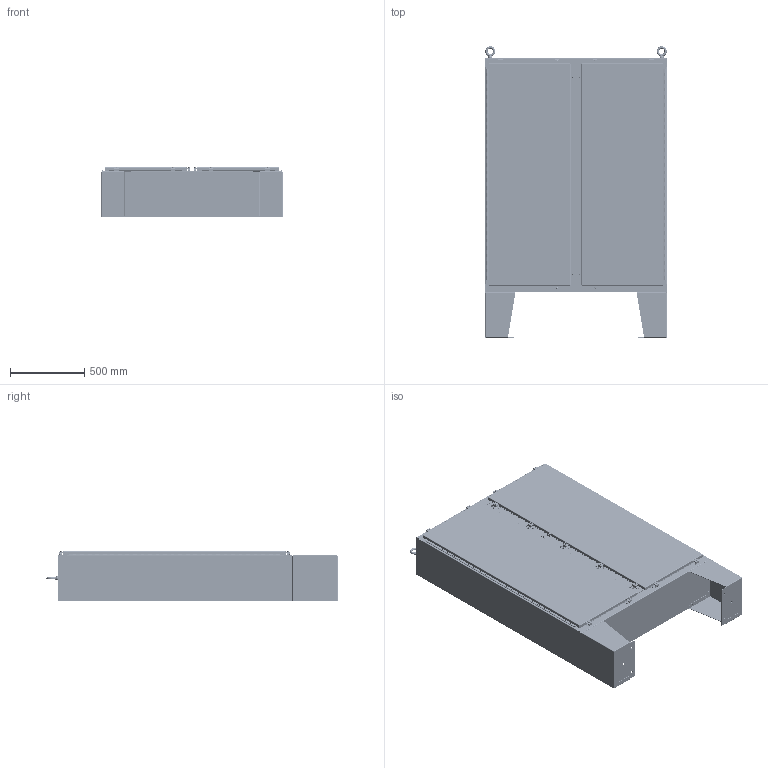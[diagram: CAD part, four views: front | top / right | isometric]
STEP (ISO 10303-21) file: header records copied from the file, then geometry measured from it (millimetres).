
FILE_DESCRIPTION (( 'STEP AP214' ), '1' );
FILE_NAME ('SSN4D624812.STEP', '2016-02-08T20:41:20', ( '' ), ( '' ), 'SwSTEP 2.0', 'SolidWorks 2014', '' );
FILE_SCHEMA (( 'AUTOMOTIVE_DESIGN' ));
Length unit declared in the file: inch
Products named in the file (39): SSN4D62VDS_1; SSN4D624812; SSN4D62MLR_1; SSN4D48HDS_1; 37218_1; 328131-56_1_1; 31666_1; 328131-56_2; 3033_1; 328131P-56_1; 3032_1; 328131L-56_1; SSFK1212_1; 328131T-56_1; SSFK12B_1; 38412_1; SSFK1212LG_1; 32912_1; 38846_1; 30818_1; SSN4D6212LRS_1; 30824_1; HFW3026_1; 30824-4_1; 316298_1; 30824-3_1; 349131_1; 30824-2_1; 30626_1; 30824-1_1; 38859_1; SSN4D6248LDR_1; SSN4D4812BTM_1; 38626_1; SSN4D4812TOP_1; 38627_1; SSN4D6248FB_1; 38714_1; SSN4D6248RDR_1
Assembly tree (109 placements, depth 3):
  SSN4D624812
    SSN4D6248FB_1
    SSN4D4812TOP_1
    SSN4D4812BTM_1
    38859_1  x8
    30626_1  x2
    349131_1  x2
    316298_1  x2
    HFW3026_1  x2
    SSN4D6212LRS_1  x2
    38846_1  x4
    SSFK1212_1  x2
      SSFK1212LG_1
      SSFK12B_1
    3032_1  x2
    3033_1  x2
    31666_1  x2
    37218_1  x8
    SSN4D62MLR_1
    SSN4D6248RDR_1
    38714_1  x2
    38627_1
    38626_1  x2
    SSN4D6248LDR_1
    30824_1  x18
      30824-1_1
      30824-2_1
      30824-3_1
      30824-4_1
    30818_1  x18
    32912_1  x2
    38412_1  x2
    328131-56_2
      328131T-56_1
      328131L-56_1
      328131P-56_1
    328131-56_1_1
      328131T-56_1
      328131L-56_1
      328131P-56_1
    SSN4D48HDS_1  x4
    SSN4D62VDS_1  x2
Bounding box: 1222.38 x 1962.09 x 339.22 mm (x, y, z)
Volume: 18189170 mm3; surface area: 15020190.4 mm2
Topology: 155 solids, 157 shells, 5724 faces, 14914 edges, 9396 vertices
Faces by surface type: plane 2328, cylinder 2252, bspline 432, cone 304, torus 300, sphere 108
Entity records: 56912 total; most frequent: CARTESIAN_POINT 12131, DIRECTION 7427, ORIENTED_EDGE 7118, EDGE_CURVE 3615, AXIS2_PLACEMENT_3D 2551, LINE 2325, VECTOR 2325, VERTEX_POINT 2285
